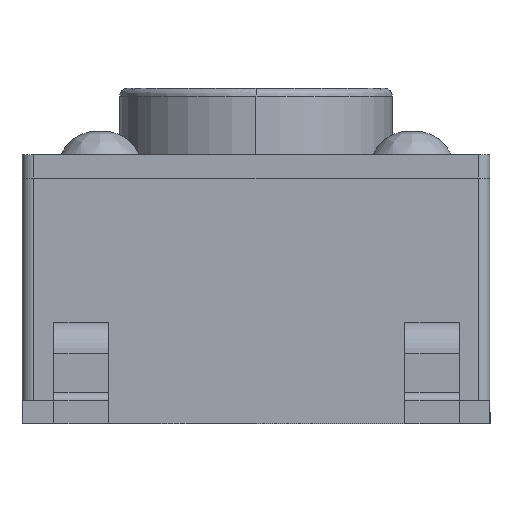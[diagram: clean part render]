
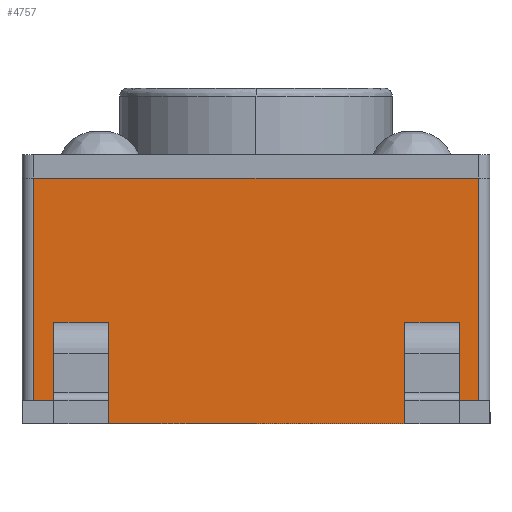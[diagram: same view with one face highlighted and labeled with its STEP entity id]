
A CAD part, left-side view. The second image highlights one B-rep face of the part: STEP entity #4757.
In plain terms, the highlighted planar face has unit normal (-1, 0, 0).
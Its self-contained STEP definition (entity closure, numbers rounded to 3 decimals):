
#116 = CARTESIAN_POINT ( 'NONE',  ( -3., -2.5, 0.3 ) ) ;
#180 = LINE ( 'NONE', #4159, #3221 ) ;
#414 = DIRECTION ( 'NONE',  ( 0., 0., 1. ) ) ;
#531 = ORIENTED_EDGE ( 'NONE', *, *, #3817, .F. ) ;
#548 = CARTESIAN_POINT ( 'NONE',  ( -3., 2.5, 0. ) ) ;
#565 = CARTESIAN_POINT ( 'NONE',  ( -3., 2.5, 0.3 ) ) ;
#764 = LINE ( 'NONE', #1611, #2830 ) ;
#809 = EDGE_CURVE ( 'NONE', #1837, #3470, #2659, .T. ) ;
#851 = DIRECTION ( 'NONE',  ( 0., 1., 0. ) ) ;
#855 = VERTEX_POINT ( 'NONE', #2540 ) ;
#909 = ORIENTED_EDGE ( 'NONE', *, *, #809, .T. ) ;
#925 = CARTESIAN_POINT ( 'NONE',  ( -3., -2.85, 0.3 ) ) ;
#1038 = VERTEX_POINT ( 'NONE', #565 ) ;
#1053 = EDGE_CURVE ( 'NONE', #855, #1038, #4162, .T. ) ;
#1104 = VERTEX_POINT ( 'NONE', #116 ) ;
#1166 = CARTESIAN_POINT ( 'NONE',  ( -3., -2.5, 0.3 ) ) ;
#1203 = DIRECTION ( 'NONE',  ( 0., -1., 0. ) ) ;
#1354 = ORIENTED_EDGE ( 'NONE', *, *, #4213, .T. ) ;
#1363 = VERTEX_POINT ( 'NONE', #925 ) ;
#1522 = CARTESIAN_POINT ( 'NONE',  ( -3., 2.85, 0.3 ) ) ;
#1529 = DIRECTION ( 'NONE',  ( -1., 0., 0. ) ) ;
#1581 = DIRECTION ( 'NONE',  ( 0., -1., 0. ) ) ;
#1611 = CARTESIAN_POINT ( 'NONE',  ( -3., 0., 0. ) ) ;
#1677 = VECTOR ( 'NONE', #2646, 1000. ) ;
#1722 = DIRECTION ( 'NONE',  ( 0., 1., 0. ) ) ;
#1837 = VERTEX_POINT ( 'NONE', #2222 ) ;
#1855 = CARTESIAN_POINT ( 'NONE',  ( -3., 2.85, 0. ) ) ;
#2051 = EDGE_CURVE ( 'NONE', #1363, #4795, #2795, .T. ) ;
#2096 = ORIENTED_EDGE ( 'NONE', *, *, #2823, .T. ) ;
#2146 = VERTEX_POINT ( 'NONE', #4945 ) ;
#2168 = EDGE_LOOP ( 'NONE', ( #4023, #1354, #4110, #2096, #909, #531, #4664, #5313 ) ) ;
#2222 = CARTESIAN_POINT ( 'NONE',  ( -3., 2.85, 3.15 ) ) ;
#2407 = VECTOR ( 'NONE', #1722, 1000. ) ;
#2467 = DIRECTION ( 'NONE',  ( 0., 0., 1. ) ) ;
#2514 = CARTESIAN_POINT ( 'NONE',  ( -3., 2.5, 0.3 ) ) ;
#2540 = CARTESIAN_POINT ( 'NONE',  ( -3., 2.5, 0. ) ) ;
#2548 = CARTESIAN_POINT ( 'NONE',  ( -3., -2.5, 0. ) ) ;
#2646 = DIRECTION ( 'NONE',  ( 0., 0., -1. ) ) ;
#2659 = LINE ( 'NONE', #1855, #1677 ) ;
#2743 = EDGE_CURVE ( 'NONE', #2146, #1104, #3971, .T. ) ;
#2795 = LINE ( 'NONE', #3452, #4711 ) ;
#2823 = EDGE_CURVE ( 'NONE', #4795, #1837, #180, .T. ) ;
#2830 = VECTOR ( 'NONE', #1203, 1000. ) ;
#3221 = VECTOR ( 'NONE', #851, 1000. ) ;
#3452 = CARTESIAN_POINT ( 'NONE',  ( -3., -2.85, 0. ) ) ;
#3470 = VERTEX_POINT ( 'NONE', #1522 ) ;
#3481 = LINE ( 'NONE', #1166, #4538 ) ;
#3505 = LINE ( 'NONE', #2514, #2407 ) ;
#3535 = VECTOR ( 'NONE', #414, 1000. ) ;
#3613 = CARTESIAN_POINT ( 'NONE',  ( -3., -2.85, 3.15 ) ) ;
#3817 = EDGE_CURVE ( 'NONE', #1038, #3470, #3505, .T. ) ;
#3886 = FACE_OUTER_BOUND ( 'NONE', #2168, .T. ) ;
#3971 = LINE ( 'NONE', #2548, #4927 ) ;
#3993 = CARTESIAN_POINT ( 'NONE',  ( -3., 0., 0. ) ) ;
#4023 = ORIENTED_EDGE ( 'NONE', *, *, #2743, .T. ) ;
#4110 = ORIENTED_EDGE ( 'NONE', *, *, #2051, .T. ) ;
#4159 = CARTESIAN_POINT ( 'NONE',  ( -3., 0., 3.15 ) ) ;
#4162 = LINE ( 'NONE', #548, #3535 ) ;
#4213 = EDGE_CURVE ( 'NONE', #1104, #1363, #3481, .T. ) ;
#4280 = EDGE_CURVE ( 'NONE', #855, #2146, #764, .T. ) ;
#4387 = DIRECTION ( 'NONE',  ( 0., 0., 1. ) ) ;
#4538 = VECTOR ( 'NONE', #1581, 1000. ) ;
#4664 = ORIENTED_EDGE ( 'NONE', *, *, #1053, .F. ) ;
#4711 = VECTOR ( 'NONE', #4917, 1000. ) ;
#4727 = AXIS2_PLACEMENT_3D ( 'NONE', #3993, #1529, #4387 ) ;
#4757 = ADVANCED_FACE ( 'NONE', ( #3886 ), #4790, .T. ) ;
#4790 = PLANE ( 'NONE',  #4727 ) ;
#4795 = VERTEX_POINT ( 'NONE', #3613 ) ;
#4917 = DIRECTION ( 'NONE',  ( 0., 0., 1. ) ) ;
#4927 = VECTOR ( 'NONE', #2467, 1000. ) ;
#4945 = CARTESIAN_POINT ( 'NONE',  ( -3., -2.5, 0. ) ) ;
#5313 = ORIENTED_EDGE ( 'NONE', *, *, #4280, .T. ) ;
